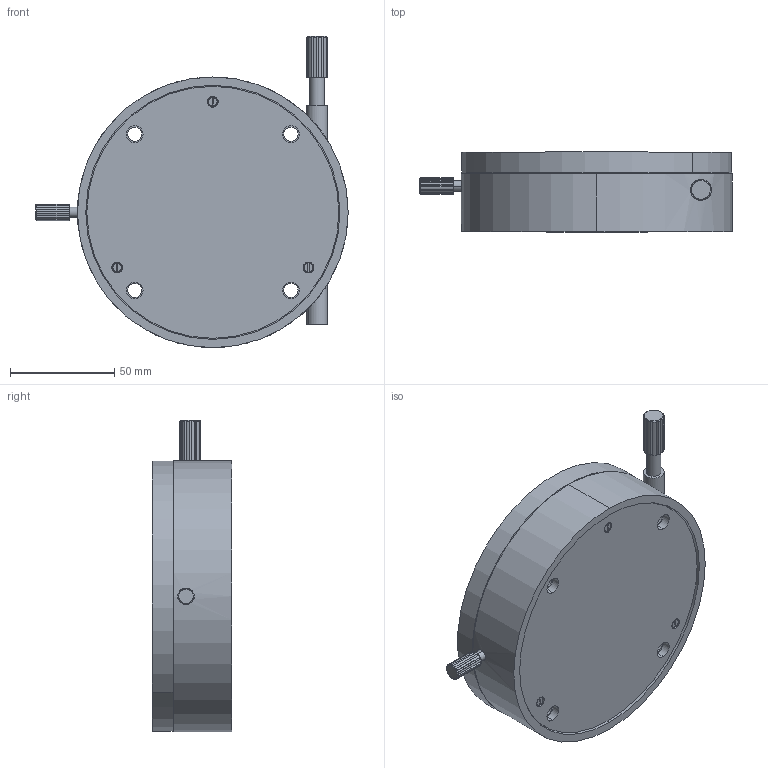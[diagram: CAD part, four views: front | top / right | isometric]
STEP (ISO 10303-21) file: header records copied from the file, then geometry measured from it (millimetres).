
FILE_DESCRIPTION (( 'STEP AP214' ), '1' );
FILE_NAME ('GCM-1106M-三维外形图-20161117.STEP', '2016-11-17T06:03:58', ( 't' ), ( 'd' ), 'SwSTEP 2.0', 'SolidWorks 2012', '' );
FILE_SCHEMA (( 'AUTOMOTIVE_DESIGN' ));
Length unit declared in the file: millimetre
Products named in the file (1): GCM-1106M-三维外形图-20161117
Bounding box: 150 x 38.2 x 149.5 mm (x, y, z)
Surface area: 73111.7 mm2 (no closed solid volume)
Topology: 0 solids, 17 shells, 276 faces, 736 edges, 478 vertices
Faces by surface type: cylinder 166, cone 80, plane 24, torus 6
Entity records: 12594 total; most frequent: CARTESIAN_POINT 2527, DIRECTION 1608, ORIENTED_EDGE 1281, EDGE_CURVE 736, AXIS2_PLACEMENT_3D 687, VERTEX_POINT 478, CIRCLE 410, EDGE_LOOP 338
